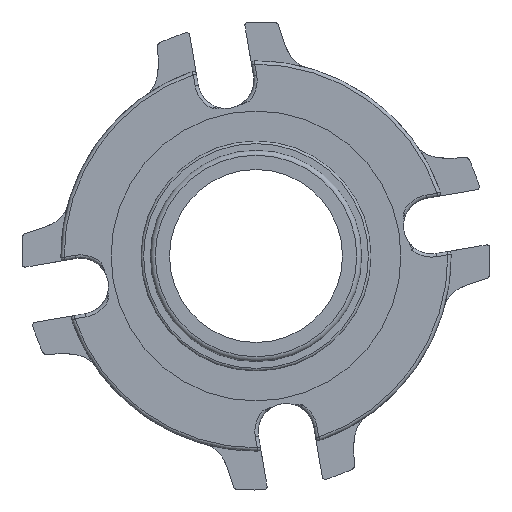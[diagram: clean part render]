
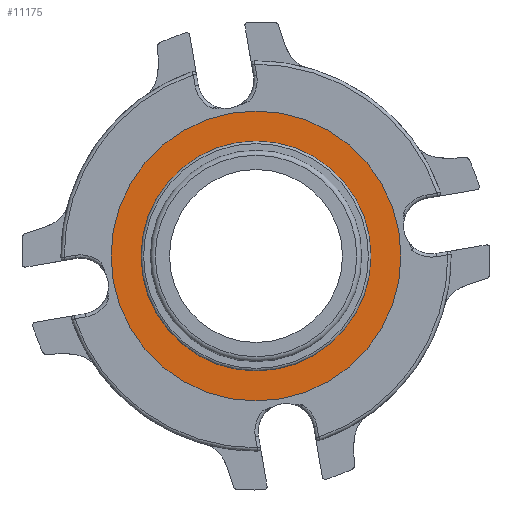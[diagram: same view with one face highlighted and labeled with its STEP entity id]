
A CAD part, front view. The second image highlights one B-rep face of the part: STEP entity #11175.
In plain terms, the highlighted planar face has unit normal (0, -1, 0).
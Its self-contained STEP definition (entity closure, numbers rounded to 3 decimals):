
#1361=PLANE('',#11693);
#1528=ORIENTED_EDGE('',*,*,#3892,.T.);
#1529=ORIENTED_EDGE('',*,*,#3893,.F.);
#3892=EDGE_CURVE('',#5080,#5080,#5833,.T.);
#3893=EDGE_CURVE('',#5081,#5081,#5834,.T.);
#5080=VERTEX_POINT('',#15085);
#5081=VERTEX_POINT('',#15088);
#5833=CIRCLE('',#11692,35.878);
#5834=CIRCLE('',#11694,45.237);
#6324=EDGE_LOOP('',(#1528));
#6325=EDGE_LOOP('',(#1529));
#6907=FACE_BOUND('',#6324,.T.);
#6908=FACE_BOUND('',#6325,.T.);
#11175=ADVANCED_FACE('',(#6907,#6908),#1361,.F.);
#11692=AXIS2_PLACEMENT_3D('',#15084,#12687,#12688);
#11693=AXIS2_PLACEMENT_3D('',#15086,#12689,#12690);
#11694=AXIS2_PLACEMENT_3D('',#15087,#12691,#12692);
#12687=DIRECTION('',(0.,1.,0.));
#12688=DIRECTION('',(-1.,0.,0.));
#12689=DIRECTION('',(0.,1.,0.));
#12690=DIRECTION('',(0.,0.,1.));
#12691=DIRECTION('',(0.,1.,0.));
#12692=DIRECTION('',(0.,0.,1.));
#15084=CARTESIAN_POINT('',(0.,-0.889,0.));
#15085=CARTESIAN_POINT('',(-35.878,-0.889,0.));
#15086=CARTESIAN_POINT('',(0.,-0.889,37.3));
#15087=CARTESIAN_POINT('',(0.,-0.889,0.));
#15088=CARTESIAN_POINT('',(0.,-0.889,45.237));
